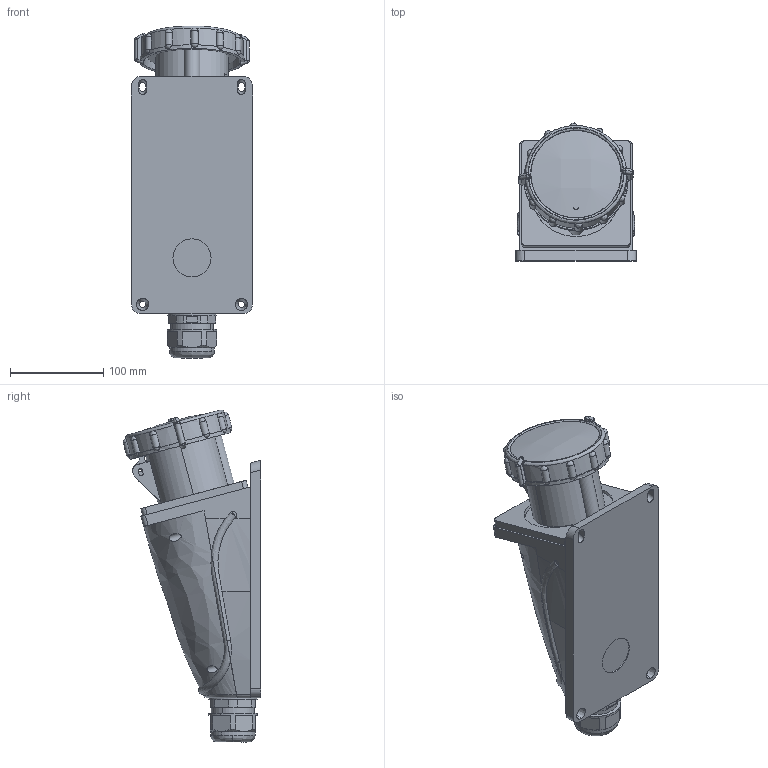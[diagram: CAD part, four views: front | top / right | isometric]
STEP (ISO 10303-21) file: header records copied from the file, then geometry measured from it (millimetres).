
FILE_DESCRIPTION (( 'STEP AP214' ), '1' );
FILE_NAME ('PSN12-063-5 Ðîçåòêà ñòàöèîíàðíàÿ ÑÑÈ-135 63À-6÷_200_346-240_415Â 3Ð+ÐÅ+N IP67 MAGNUM ÈÝÊ1.STEP', '2025-09-17T06:25:06', ( '' ), ( '' ), 'SwSTEP 2.0', 'SolidWorks 2022', '' );
FILE_SCHEMA (( 'AUTOMOTIVE_DESIGN' ));
Length unit declared in the file: millimetre
Products named in the file (1): PSN12-063-5 Розетка стационарная ССИ-135 63А-6ч_200_346-240_415В 3Р+РЕ+N IP67 MAGNUM ИЭК1
Bounding box: 130 x 147.78 x 356.56 mm (x, y, z)
Volume: 1303998.3 mm3; surface area: 395693 mm2
Topology: 2 solids, 2 shells, 890 faces, 2460 edges, 1617 vertices
Faces by surface type: plane 411, cylinder 328, bspline 116, torus 19, cone 16
Entity records: 48889 total; most frequent: CARTESIAN_POINT 26783, ORIENTED_EDGE 4898, DIRECTION 4277, EDGE_CURVE 2449, VERTEX_POINT 1617, AXIS2_PLACEMENT_3D 1545, LINE 1187, VECTOR 1187
